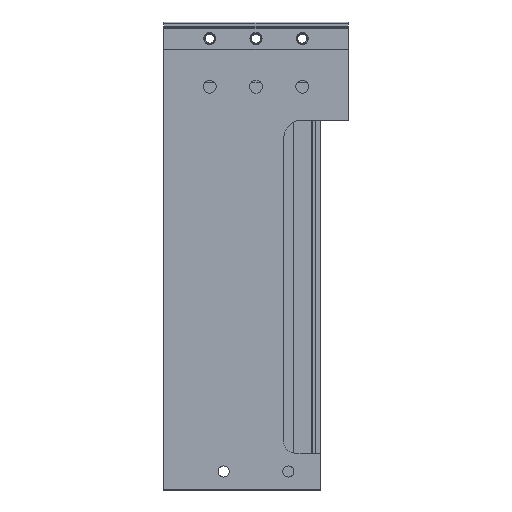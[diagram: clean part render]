
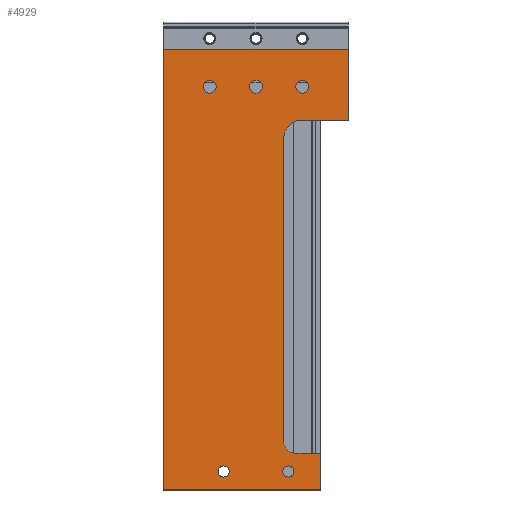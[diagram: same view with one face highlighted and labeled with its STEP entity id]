
A CAD part, left-side view. The second image highlights one B-rep face of the part: STEP entity #4929.
In plain terms, the highlighted planar face has unit normal (-1, 0, 0).
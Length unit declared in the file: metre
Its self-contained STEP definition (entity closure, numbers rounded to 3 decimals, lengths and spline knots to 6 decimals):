
#141=CIRCLE('',#5308,0.01);
#143=CIRCLE('',#5312,0.006);
#153=CIRCLE('',#5331,0.003);
#154=CIRCLE('',#5332,0.003);
#155=CIRCLE('',#5333,0.0035);
#156=CIRCLE('',#5334,0.0035);
#157=CIRCLE('',#5335,0.0035);
#158=CIRCLE('',#5336,0.0025);
#159=CIRCLE('',#5337,0.0025);
#160=CIRCLE('',#5338,0.0025);
#1297=ORIENTED_EDGE('',*,*,#2116,.F.);
#1298=ORIENTED_EDGE('',*,*,#2117,.F.);
#1299=ORIENTED_EDGE('',*,*,#2118,.F.);
#1300=ORIENTED_EDGE('',*,*,#2119,.F.);
#1301=ORIENTED_EDGE('',*,*,#2120,.F.);
#1302=ORIENTED_EDGE('',*,*,#2121,.F.);
#1303=ORIENTED_EDGE('',*,*,#2122,.F.);
#1304=ORIENTED_EDGE('',*,*,#2123,.F.);
#1305=ORIENTED_EDGE('',*,*,#2078,.T.);
#1306=ORIENTED_EDGE('',*,*,#2106,.F.);
#1307=ORIENTED_EDGE('',*,*,#2103,.F.);
#1308=ORIENTED_EDGE('',*,*,#2100,.F.);
#1309=ORIENTED_EDGE('',*,*,#2097,.T.);
#1310=ORIENTED_EDGE('',*,*,#2094,.T.);
#1311=ORIENTED_EDGE('',*,*,#2091,.T.);
#1312=ORIENTED_EDGE('',*,*,#2088,.F.);
#1313=ORIENTED_EDGE('',*,*,#2085,.T.);
#1314=ORIENTED_EDGE('',*,*,#2082,.F.);
#2078=EDGE_CURVE('',#2586,#2587,#141,.T.);
#2082=EDGE_CURVE('',#2586,#2590,#3161,.T.);
#2085=EDGE_CURVE('',#2592,#2590,#143,.T.);
#2088=EDGE_CURVE('',#2592,#2594,#3165,.T.);
#2091=EDGE_CURVE('',#2596,#2594,#3168,.T.);
#2094=EDGE_CURVE('',#2598,#2596,#3171,.T.);
#2097=EDGE_CURVE('',#2600,#2598,#3174,.T.);
#2100=EDGE_CURVE('',#2600,#2602,#3177,.T.);
#2103=EDGE_CURVE('',#2602,#2604,#3180,.T.);
#2106=EDGE_CURVE('',#2604,#2587,#3183,.T.);
#2116=EDGE_CURVE('',#2614,#2614,#153,.F.);
#2117=EDGE_CURVE('',#2615,#2615,#154,.F.);
#2118=EDGE_CURVE('',#2616,#2616,#155,.F.);
#2119=EDGE_CURVE('',#2617,#2617,#156,.F.);
#2120=EDGE_CURVE('',#2618,#2618,#157,.F.);
#2121=EDGE_CURVE('',#2619,#2619,#158,.F.);
#2122=EDGE_CURVE('',#2620,#2620,#159,.F.);
#2123=EDGE_CURVE('',#2621,#2621,#160,.F.);
#2586=VERTEX_POINT('',#7836);
#2587=VERTEX_POINT('',#7837);
#2590=VERTEX_POINT('',#7845);
#2592=VERTEX_POINT('',#7851);
#2594=VERTEX_POINT('',#7857);
#2596=VERTEX_POINT('',#7863);
#2598=VERTEX_POINT('',#7869);
#2600=VERTEX_POINT('',#7875);
#2602=VERTEX_POINT('',#7881);
#2604=VERTEX_POINT('',#7887);
#2614=VERTEX_POINT('',#7913);
#2615=VERTEX_POINT('',#7915);
#2616=VERTEX_POINT('',#7917);
#2617=VERTEX_POINT('',#7919);
#2618=VERTEX_POINT('',#7921);
#2619=VERTEX_POINT('',#7923);
#2620=VERTEX_POINT('',#7925);
#2621=VERTEX_POINT('',#7927);
#3161=LINE('',#7844,#3697);
#3165=LINE('',#7856,#3701);
#3168=LINE('',#7862,#3704);
#3171=LINE('',#7868,#3707);
#3174=LINE('',#7874,#3710);
#3177=LINE('',#7880,#3713);
#3180=LINE('',#7886,#3716);
#3183=LINE('',#7892,#3719);
#3697=VECTOR('',#6385,1.);
#3701=VECTOR('',#6397,1.);
#3704=VECTOR('',#6402,1.);
#3707=VECTOR('',#6407,1.);
#3710=VECTOR('',#6412,1.);
#3713=VECTOR('',#6417,1.);
#3716=VECTOR('',#6422,1.);
#3719=VECTOR('',#6427,1.);
#4014=EDGE_LOOP('',(#1297));
#4015=EDGE_LOOP('',(#1298));
#4016=EDGE_LOOP('',(#1299));
#4017=EDGE_LOOP('',(#1300));
#4018=EDGE_LOOP('',(#1301));
#4019=EDGE_LOOP('',(#1302));
#4020=EDGE_LOOP('',(#1303));
#4021=EDGE_LOOP('',(#1304));
#4022=EDGE_LOOP('',(#1305,#1306,#1307,#1308,#1309,#1310,#1311,#1312,#1313,
#1314));
#4398=FACE_BOUND('',#4014,.T.);
#4399=FACE_BOUND('',#4015,.T.);
#4400=FACE_BOUND('',#4016,.T.);
#4401=FACE_BOUND('',#4017,.T.);
#4402=FACE_BOUND('',#4018,.T.);
#4403=FACE_BOUND('',#4019,.T.);
#4404=FACE_BOUND('',#4020,.T.);
#4405=FACE_BOUND('',#4021,.T.);
#4406=FACE_BOUND('',#4022,.T.);
#4716=PLANE('',#5330);
#4929=ADVANCED_FACE('',(#4398,#4399,#4400,#4401,#4402,#4403,#4404,#4405,
#4406),#4716,.F.);
#5308=AXIS2_PLACEMENT_3D('',#7835,#6377,#6378);
#5312=AXIS2_PLACEMENT_3D('',#7850,#6390,#6391);
#5330=AXIS2_PLACEMENT_3D('',#7911,#6447,#6448);
#5331=AXIS2_PLACEMENT_3D('',#7912,#6449,#6450);
#5332=AXIS2_PLACEMENT_3D('',#7914,#6451,#6452);
#5333=AXIS2_PLACEMENT_3D('',#7916,#6453,#6454);
#5334=AXIS2_PLACEMENT_3D('',#7918,#6455,#6456);
#5335=AXIS2_PLACEMENT_3D('',#7920,#6457,#6458);
#5336=AXIS2_PLACEMENT_3D('',#7922,#6459,#6460);
#5337=AXIS2_PLACEMENT_3D('',#7924,#6461,#6462);
#5338=AXIS2_PLACEMENT_3D('',#7926,#6463,#6464);
#6377=DIRECTION('',(1.,0.,0.));
#6378=DIRECTION('',(0.,0.,-1.));
#6385=DIRECTION('',(0.,0.,-1.));
#6390=DIRECTION('',(1.,0.,0.));
#6391=DIRECTION('',(0.,0.,-1.));
#6397=DIRECTION('',(0.,-1.,0.));
#6402=DIRECTION('',(0.,0.,1.));
#6407=DIRECTION('',(0.,-1.,0.));
#6412=DIRECTION('',(0.,0.,-1.));
#6417=DIRECTION('',(0.,-1.,0.));
#6422=DIRECTION('',(0.,0.,-1.));
#6427=DIRECTION('',(0.,1.,0.));
#6447=DIRECTION('',(1.,0.,0.));
#6448=DIRECTION('',(0.,1.,0.));
#6449=DIRECTION('',(1.,0.,0.));
#6450=DIRECTION('',(0.,0.,-1.));
#6451=DIRECTION('',(1.,0.,0.));
#6452=DIRECTION('',(0.,0.,-1.));
#6453=DIRECTION('',(1.,0.,0.));
#6454=DIRECTION('',(0.,0.,-1.));
#6455=DIRECTION('',(1.,0.,0.));
#6456=DIRECTION('',(0.,0.,-1.));
#6457=DIRECTION('',(1.,0.,0.));
#6458=DIRECTION('',(0.,0.,-1.));
#6459=DIRECTION('',(1.,0.,0.));
#6460=DIRECTION('',(0.,0.,-1.));
#6461=DIRECTION('',(1.,0.,0.));
#6462=DIRECTION('',(0.,0.,-1.));
#6463=DIRECTION('',(1.,0.,0.));
#6464=DIRECTION('',(0.,0.,-1.));
#7835=CARTESIAN_POINT('',(0.,-0.075,0.19));
#7836=CARTESIAN_POINT('',(0.,-0.065,0.19));
#7837=CARTESIAN_POINT('',(0.,-0.075,0.2));
#7844=CARTESIAN_POINT('',(0.,-0.065,0.108));
#7845=CARTESIAN_POINT('',(0.,-0.065,0.026));
#7850=CARTESIAN_POINT('',(0.,-0.071,0.026));
#7851=CARTESIAN_POINT('',(0.,-0.071,0.02));
#7856=CARTESIAN_POINT('',(0.,-0.078,0.02));
#7857=CARTESIAN_POINT('',(0.,-0.085,0.02));
#7862=CARTESIAN_POINT('',(0.,-0.085,0.01));
#7863=CARTESIAN_POINT('',(0.,-0.085,0.));
#7868=CARTESIAN_POINT('',(0.,-0.0425,0.));
#7869=CARTESIAN_POINT('',(0.,0.,0.));
#7874=CARTESIAN_POINT('',(0.,0.,0.125));
#7875=CARTESIAN_POINT('',(0.,0.,0.25));
#7880=CARTESIAN_POINT('',(0.,-0.05,0.25));
#7881=CARTESIAN_POINT('',(0.,-0.1,0.25));
#7886=CARTESIAN_POINT('',(0.,-0.1,0.225));
#7887=CARTESIAN_POINT('',(0.,-0.1,0.2));
#7892=CARTESIAN_POINT('',(0.,-0.0875,0.2));
#7911=CARTESIAN_POINT('',(0.,-0.05,0.125));
#7912=CARTESIAN_POINT('',(0.,-0.0675,0.01));
#7913=CARTESIAN_POINT('',(0.,-0.0675,0.007));
#7914=CARTESIAN_POINT('',(0.,-0.0325,0.01));
#7915=CARTESIAN_POINT('',(0.,-0.0325,0.007));
#7916=CARTESIAN_POINT('',(0.,-0.075,0.218));
#7917=CARTESIAN_POINT('',(0.,-0.075,0.2145));
#7918=CARTESIAN_POINT('',(0.,-0.05,0.218));
#7919=CARTESIAN_POINT('',(0.,-0.05,0.2145));
#7920=CARTESIAN_POINT('',(0.,-0.025,0.218));
#7921=CARTESIAN_POINT('',(0.,-0.025,0.2145));
#7922=CARTESIAN_POINT('',(0.,-0.075,0.244));
#7923=CARTESIAN_POINT('',(0.,-0.075,0.2415));
#7924=CARTESIAN_POINT('',(0.,-0.05,0.244));
#7925=CARTESIAN_POINT('',(0.,-0.05,0.2415));
#7926=CARTESIAN_POINT('',(0.,-0.025,0.244));
#7927=CARTESIAN_POINT('',(0.,-0.025,0.2415));
